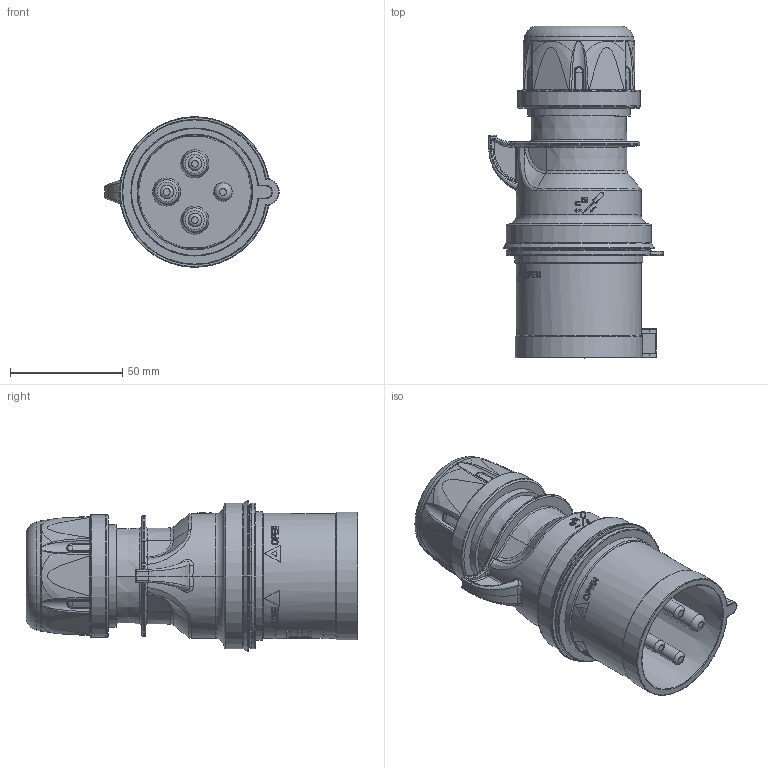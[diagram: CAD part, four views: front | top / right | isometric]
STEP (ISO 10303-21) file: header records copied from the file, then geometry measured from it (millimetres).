
FILE_DESCRIPTION (( 'STEP AP203' ), '1' );
FILE_NAME ('024-6.STEP', '2017-11-23T10:06:45', ( '' ), ( '' ), 'SwSTEP 2.0', 'SolidWorks 2016', '' );
FILE_SCHEMA (( 'CONFIG_CONTROL_DESIGN' ));
Length unit declared in the file: millimetre
Products named in the file (1): 024-6
Bounding box: 77.45 x 147.5 x 67 mm (x, y, z)
Volume: 245309.2 mm3; surface area: 45594 mm2
Topology: 1 solids, 1 shells, 687 faces, 1661 edges, 1006 vertices
Faces by surface type: bspline 244, plane 182, cylinder 128, torus 88, cone 39, sphere 6
Full cylindrical faces by diameter (mm): 6 x3, 8 x1, 45.5 x1, 54.6 x1, 55.646 x1, 56.9 x1, 63.6 x1, 64.6 x1
Entity records: 30862 total; most frequent: CARTESIAN_POINT 17033, ORIENTED_EDGE 3206, DIRECTION 2350, EDGE_CURVE 1603, VERTEX_POINT 991, AXIS2_PLACEMENT_3D 959, EDGE_LOOP 760, FACE_OUTER_BOUND 713
